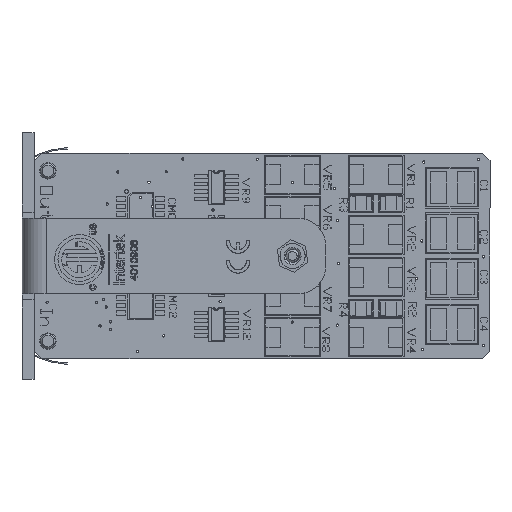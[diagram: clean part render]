
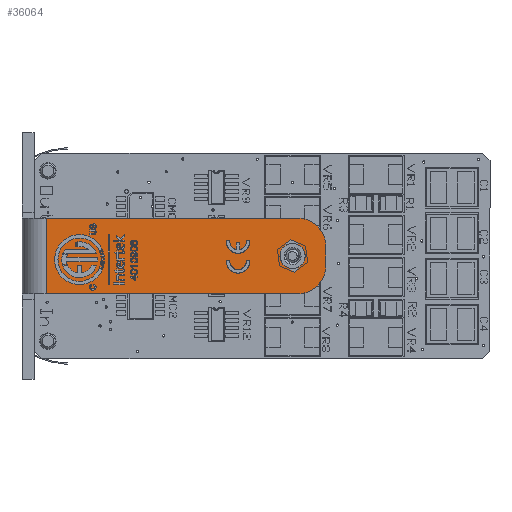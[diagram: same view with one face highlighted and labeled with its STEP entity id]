
A CAD part, left-side view. The second image highlights one B-rep face of the part: STEP entity #36064.
In plain terms, the highlighted planar face has unit normal (-1, 0, 0).
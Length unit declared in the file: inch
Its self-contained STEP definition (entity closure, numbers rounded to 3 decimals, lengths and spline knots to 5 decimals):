
#2832 = EDGE_CURVE ( 'NONE', #215853, #160996, #9441, .T. ) ;
#2898 = FACE_BOUND ( 'NONE', #152134, .T. ) ;
#6775 = ORIENTED_EDGE ( 'NONE', *, *, #60878, .F. ) ;
#9441 = CIRCLE ( 'NONE', #104868, 0.083 ) ;
#10130 = ORIENTED_EDGE ( 'NONE', *, *, #66059, .T. ) ;
#11569 = CARTESIAN_POINT ( 'NONE',  ( -0.495, -0.07874, 0.25 ) ) ;
#25069 = CARTESIAN_POINT ( 'NONE',  ( -0.495, -1.92126, 0.0625 ) ) ;
#31312 = VERTEX_POINT ( 'NONE', #117060 ) ;
#33009 = DIRECTION ( 'NONE',  ( 0., 0., 1. ) ) ;
#36064 = ADVANCED_FACE ( 'NONE', ( #2898, #97677 ), #97410, .F. ) ;
#36443 = DIRECTION ( 'NONE',  ( -1., 0., 0. ) ) ;
#37265 = CARTESIAN_POINT ( 'NONE',  ( -0.495, -1.70126, 0. ) ) ;
#38469 = ORIENTED_EDGE ( 'NONE', *, *, #183592, .T. ) ;
#44819 = VERTEX_POINT ( 'NONE', #190166 ) ;
#45591 = LINE ( 'NONE', #25069, #176059 ) ;
#49315 = ORIENTED_EDGE ( 'NONE', *, *, #2832, .F. ) ;
#56398 = EDGE_CURVE ( 'NONE', #147337, #102456, #137782, .T. ) ;
#56411 = DIRECTION ( 'NONE',  ( 0., 1., 0. ) ) ;
#58353 = DIRECTION ( 'NONE',  ( 0., 1., 0. ) ) ;
#58495 = CARTESIAN_POINT ( 'NONE',  ( -0.495, -1.73376, 0.0625 ) ) ;
#60878 = EDGE_CURVE ( 'NONE', #160996, #215853, #200241, .T. ) ;
#62651 = VECTOR ( 'NONE', #58353, 39.37008 ) ;
#66059 = EDGE_CURVE ( 'NONE', #102456, #97152, #237403, .T. ) ;
#68908 = CARTESIAN_POINT ( 'NONE',  ( -0.495, -1.73376, 0.0625 ) ) ;
#81015 = DIRECTION ( 'NONE',  ( -1., 0., 0. ) ) ;
#87422 = VECTOR ( 'NONE', #144797, 39.37008 ) ;
#87988 = DIRECTION ( 'NONE',  ( -1., 0., 0. ) ) ;
#93953 = CARTESIAN_POINT ( 'NONE',  ( -0.495, -1.92126, -0.0625 ) ) ;
#97152 = VERTEX_POINT ( 'NONE', #93953 ) ;
#97410 = PLANE ( 'NONE',  #98174 ) ;
#97677 = FACE_OUTER_BOUND ( 'NONE', #197757, .T. ) ;
#98174 = AXIS2_PLACEMENT_3D ( 'NONE', #58495, #116491, #230657 ) ;
#98456 = CARTESIAN_POINT ( 'NONE',  ( -0.495, -1.73376, -0.25 ) ) ;
#99883 = EDGE_CURVE ( 'NONE', #195958, #44819, #187917, .T. ) ;
#100129 = CARTESIAN_POINT ( 'NONE',  ( -0.495, -1.70126, 0. ) ) ;
#102456 = VERTEX_POINT ( 'NONE', #98456 ) ;
#103298 = AXIS2_PLACEMENT_3D ( 'NONE', #37265, #36443, #56411 ) ;
#104868 = AXIS2_PLACEMENT_3D ( 'NONE', #100129, #81015, #173015 ) ;
#116491 = DIRECTION ( 'NONE',  ( 1., 0., 0. ) ) ;
#117060 = CARTESIAN_POINT ( 'NONE',  ( -0.495, -0.07874, 0.25 ) ) ;
#121763 = AXIS2_PLACEMENT_3D ( 'NONE', #68908, #87988, #144265 ) ;
#132915 = ORIENTED_EDGE ( 'NONE', *, *, #99883, .T. ) ;
#136481 = VECTOR ( 'NONE', #33009, 39.37008 ) ;
#137782 = LINE ( 'NONE', #203616, #87422 ) ;
#140955 = DIRECTION ( 'NONE',  ( 0., 0., 1. ) ) ;
#144265 = DIRECTION ( 'NONE',  ( 0., 1., 0. ) ) ;
#144797 = DIRECTION ( 'NONE',  ( 0., -1., 0. ) ) ;
#146747 = CARTESIAN_POINT ( 'NONE',  ( -0.495, -1.92126, 0.0625 ) ) ;
#147337 = VERTEX_POINT ( 'NONE', #182059 ) ;
#152134 = EDGE_LOOP ( 'NONE', ( #49315, #6775 ) ) ;
#153261 = CARTESIAN_POINT ( 'NONE',  ( -0.495, -1.73376, -0.0625 ) ) ;
#157313 = DIRECTION ( 'NONE',  ( 0., 1., 0. ) ) ;
#160996 = VERTEX_POINT ( 'NONE', #171731 ) ;
#171731 = CARTESIAN_POINT ( 'NONE',  ( -0.495, -1.78426, 0. ) ) ;
#172337 = DIRECTION ( 'NONE',  ( -1., 0., 0. ) ) ;
#173015 = DIRECTION ( 'NONE',  ( 0., 1., 0. ) ) ;
#176059 = VECTOR ( 'NONE', #140955, 39.37008 ) ;
#182059 = CARTESIAN_POINT ( 'NONE',  ( -0.495, -0.07874, -0.25 ) ) ;
#183592 = EDGE_CURVE ( 'NONE', #97152, #195958, #45591, .T. ) ;
#187917 = CIRCLE ( 'NONE', #121763, 0.1875 ) ;
#190166 = CARTESIAN_POINT ( 'NONE',  ( -0.495, -1.73376, 0.25 ) ) ;
#193290 = CARTESIAN_POINT ( 'NONE',  ( -0.495, -1.73376, 0.25 ) ) ;
#195958 = VERTEX_POINT ( 'NONE', #146747 ) ;
#197757 = EDGE_LOOP ( 'NONE', ( #207161, #241912, #10130, #38469, #132915, #198298 ) ) ;
#198298 = ORIENTED_EDGE ( 'NONE', *, *, #217459, .T. ) ;
#200241 = CIRCLE ( 'NONE', #103298, 0.083 ) ;
#203616 = CARTESIAN_POINT ( 'NONE',  ( -0.495, -1.73376, -0.25 ) ) ;
#207161 = ORIENTED_EDGE ( 'NONE', *, *, #207852, .F. ) ;
#207852 = EDGE_CURVE ( 'NONE', #147337, #31312, #237129, .T. ) ;
#215853 = VERTEX_POINT ( 'NONE', #225562 ) ;
#217459 = EDGE_CURVE ( 'NONE', #44819, #31312, #234378, .T. ) ;
#225562 = CARTESIAN_POINT ( 'NONE',  ( -0.495, -1.61826, 0. ) ) ;
#230657 = DIRECTION ( 'NONE',  ( 0., 1., 0. ) ) ;
#234378 = LINE ( 'NONE', #193290, #62651 ) ;
#235856 = AXIS2_PLACEMENT_3D ( 'NONE', #153261, #172337, #157313 ) ;
#237129 = LINE ( 'NONE', #11569, #136481 ) ;
#237403 = CIRCLE ( 'NONE', #235856, 0.1875 ) ;
#241912 = ORIENTED_EDGE ( 'NONE', *, *, #56398, .T. ) ;
